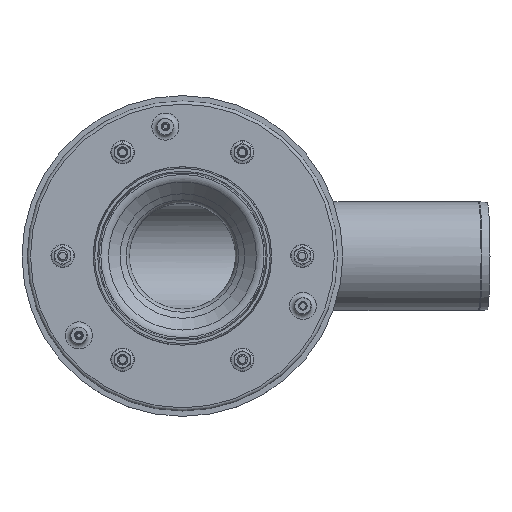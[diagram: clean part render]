
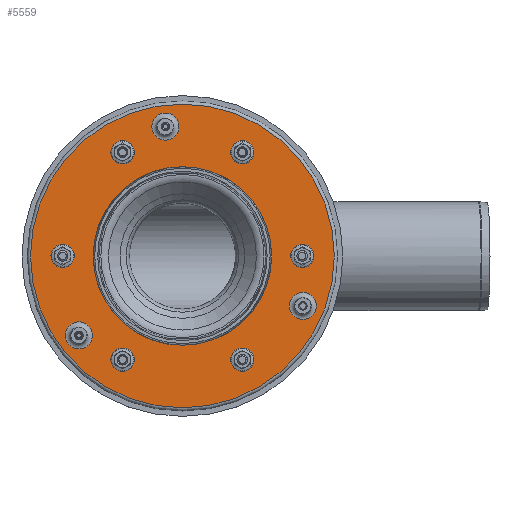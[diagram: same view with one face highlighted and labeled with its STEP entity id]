
A CAD part, top view. The second image highlights one B-rep face of the part: STEP entity #5559.
In plain terms, the highlighted planar face has unit normal (0, 0, 1).
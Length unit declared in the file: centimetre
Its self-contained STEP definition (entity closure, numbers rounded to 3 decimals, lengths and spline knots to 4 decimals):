
#230=FACE_BOUND('',#1197,.T.);
#231=FACE_BOUND('',#1198,.T.);
#232=FACE_BOUND('',#1199,.T.);
#233=FACE_BOUND('',#1200,.T.);
#234=FACE_BOUND('',#1201,.T.);
#235=FACE_BOUND('',#1202,.T.);
#236=FACE_BOUND('',#1203,.T.);
#237=FACE_BOUND('',#1204,.T.);
#238=FACE_BOUND('',#1205,.T.);
#239=FACE_BOUND('',#1206,.T.);
#397=PLANE('',#6318);
#764=FACE_OUTER_BOUND('',#1196,.T.);
#1196=EDGE_LOOP('',(#4860));
#1197=EDGE_LOOP('',(#4861));
#1198=EDGE_LOOP('',(#4862));
#1199=EDGE_LOOP('',(#4863));
#1200=EDGE_LOOP('',(#4864));
#1201=EDGE_LOOP('',(#4865));
#1202=EDGE_LOOP('',(#4866));
#1203=EDGE_LOOP('',(#4867));
#1204=EDGE_LOOP('',(#4868));
#1205=EDGE_LOOP('',(#4869));
#1206=EDGE_LOOP('',(#4870));
#2138=CIRCLE('',#6314,83.4955);
#2142=CIRCLE('',#6319,142.);
#2143=CIRCLE('',#6320,12.6615);
#2144=CIRCLE('',#6321,8.);
#2145=CIRCLE('',#6322,8.);
#2146=CIRCLE('',#6323,8.);
#2147=CIRCLE('',#6324,8.);
#2148=CIRCLE('',#6325,8.);
#2149=CIRCLE('',#6326,8.);
#2150=CIRCLE('',#6327,12.6615);
#2151=CIRCLE('',#6328,12.6615);
#2592=VERTEX_POINT('',#10267);
#2595=VERTEX_POINT('',#10275);
#2596=VERTEX_POINT('',#10277);
#2597=VERTEX_POINT('',#10279);
#2598=VERTEX_POINT('',#10281);
#2599=VERTEX_POINT('',#10283);
#2600=VERTEX_POINT('',#10285);
#2601=VERTEX_POINT('',#10287);
#2602=VERTEX_POINT('',#10289);
#2603=VERTEX_POINT('',#10291);
#2604=VERTEX_POINT('',#10293);
#3353=EDGE_CURVE('',#2592,#2592,#2138,.T.);
#3357=EDGE_CURVE('',#2595,#2595,#2142,.T.);
#3358=EDGE_CURVE('',#2596,#2596,#2143,.T.);
#3359=EDGE_CURVE('',#2597,#2597,#2144,.T.);
#3360=EDGE_CURVE('',#2598,#2598,#2145,.T.);
#3361=EDGE_CURVE('',#2599,#2599,#2146,.T.);
#3362=EDGE_CURVE('',#2600,#2600,#2147,.T.);
#3363=EDGE_CURVE('',#2601,#2601,#2148,.T.);
#3364=EDGE_CURVE('',#2602,#2602,#2149,.T.);
#3365=EDGE_CURVE('',#2603,#2603,#2150,.T.);
#3366=EDGE_CURVE('',#2604,#2604,#2151,.T.);
#4860=ORIENTED_EDGE('',*,*,#3357,.F.);
#4861=ORIENTED_EDGE('',*,*,#3358,.F.);
#4862=ORIENTED_EDGE('',*,*,#3359,.T.);
#4863=ORIENTED_EDGE('',*,*,#3360,.T.);
#4864=ORIENTED_EDGE('',*,*,#3361,.T.);
#4865=ORIENTED_EDGE('',*,*,#3362,.T.);
#4866=ORIENTED_EDGE('',*,*,#3363,.T.);
#4867=ORIENTED_EDGE('',*,*,#3364,.T.);
#4868=ORIENTED_EDGE('',*,*,#3365,.F.);
#4869=ORIENTED_EDGE('',*,*,#3366,.F.);
#4870=ORIENTED_EDGE('',*,*,#3353,.F.);
#5559=ADVANCED_FACE('',(#764,#230,#231,#232,#233,#234,#235,#236,#237,#238,
#239),#397,.T.);
#6314=AXIS2_PLACEMENT_3D('',#10268,#8065,#8066);
#6318=AXIS2_PLACEMENT_3D('',#10274,#8073,#8074);
#6319=AXIS2_PLACEMENT_3D('',#10276,#8075,#8076);
#6320=AXIS2_PLACEMENT_3D('',#10278,#8077,#8078);
#6321=AXIS2_PLACEMENT_3D('',#10280,#8079,#8080);
#6322=AXIS2_PLACEMENT_3D('',#10282,#8081,#8082);
#6323=AXIS2_PLACEMENT_3D('',#10284,#8083,#8084);
#6324=AXIS2_PLACEMENT_3D('',#10286,#8085,#8086);
#6325=AXIS2_PLACEMENT_3D('',#10288,#8087,#8088);
#6326=AXIS2_PLACEMENT_3D('',#10290,#8089,#8090);
#6327=AXIS2_PLACEMENT_3D('',#10292,#8091,#8092);
#6328=AXIS2_PLACEMENT_3D('',#10294,#8093,#8094);
#8065=DIRECTION('center_axis',(0.,0.,1.));
#8066=DIRECTION('ref_axis',(-1.,0.,0.));
#8073=DIRECTION('center_axis',(0.,0.,1.));
#8074=DIRECTION('ref_axis',(0.,-1.,0.));
#8075=DIRECTION('center_axis',(0.,0.,-1.));
#8076=DIRECTION('ref_axis',(1.,0.,0.));
#8077=DIRECTION('center_axis',(0.,0.,1.));
#8078=DIRECTION('ref_axis',(-0.383,-0.924,0.));
#8079=DIRECTION('center_axis',(0.,0.,-1.));
#8080=DIRECTION('ref_axis',(-1.,0.,0.));
#8081=DIRECTION('center_axis',(0.,0.,-1.));
#8082=DIRECTION('ref_axis',(-1.,0.,0.));
#8083=DIRECTION('center_axis',(0.,0.,-1.));
#8084=DIRECTION('ref_axis',(-1.,0.,0.));
#8085=DIRECTION('center_axis',(0.,0.,-1.));
#8086=DIRECTION('ref_axis',(-1.,0.,0.));
#8087=DIRECTION('center_axis',(0.,0.,-1.));
#8088=DIRECTION('ref_axis',(1.,0.,0.));
#8089=DIRECTION('center_axis',(0.,0.,-1.));
#8090=DIRECTION('ref_axis',(-1.,0.,0.));
#8091=DIRECTION('center_axis',(0.,0.,1.));
#8092=DIRECTION('ref_axis',(0.991,0.131,0.));
#8093=DIRECTION('center_axis',(0.,0.,1.));
#8094=DIRECTION('ref_axis',(-0.609,0.793,0.));
#10267=CARTESIAN_POINT('',(0.,83.4955,102.));
#10268=CARTESIAN_POINT('Origin',(0.,0.,102.));
#10274=CARTESIAN_POINT('Origin',(-142.,0.,102.));
#10275=CARTESIAN_POINT('',(0.,-142.,102.));
#10276=CARTESIAN_POINT('Origin',(0.,0.,102.));
#10277=CARTESIAN_POINT('',(112.7133,-59.3489,102.));
#10278=CARTESIAN_POINT('Origin',(112.7133,-46.6874,102.));
#10279=CARTESIAN_POINT('',(64.,96.9948,102.));
#10280=CARTESIAN_POINT('Origin',(56.,96.9948,102.));
#10281=CARTESIAN_POINT('',(-48.,96.9948,102.));
#10282=CARTESIAN_POINT('Origin',(-56.,96.9948,102.));
#10283=CARTESIAN_POINT('',(64.,-96.9948,102.));
#10284=CARTESIAN_POINT('Origin',(56.,-96.9948,102.));
#10285=CARTESIAN_POINT('',(-48.,-96.9948,102.));
#10286=CARTESIAN_POINT('Origin',(-56.,-96.9948,102.));
#10287=CARTESIAN_POINT('',(-120.,0.,102.));
#10288=CARTESIAN_POINT('Origin',(-112.,0.,102.));
#10289=CARTESIAN_POINT('',(120.,0.,102.));
#10290=CARTESIAN_POINT('Origin',(112.,0.,102.));
#10291=CARTESIAN_POINT('',(-15.9242,108.2948,102.));
#10292=CARTESIAN_POINT('Origin',(-15.9242,120.9563,102.));
#10293=CARTESIAN_POINT('',(-96.7891,-86.9304,102.));
#10294=CARTESIAN_POINT('Origin',(-96.7891,-74.2689,102.));
